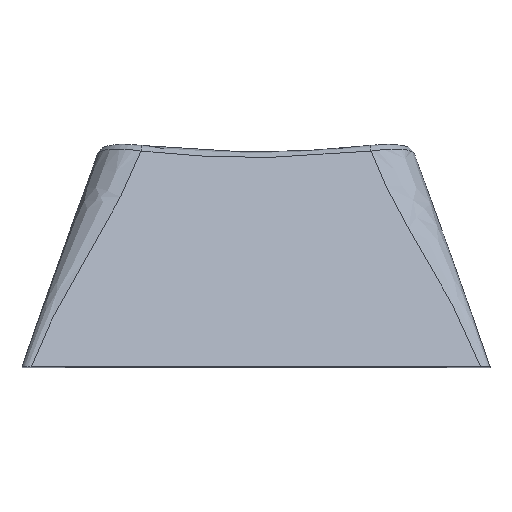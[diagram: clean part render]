
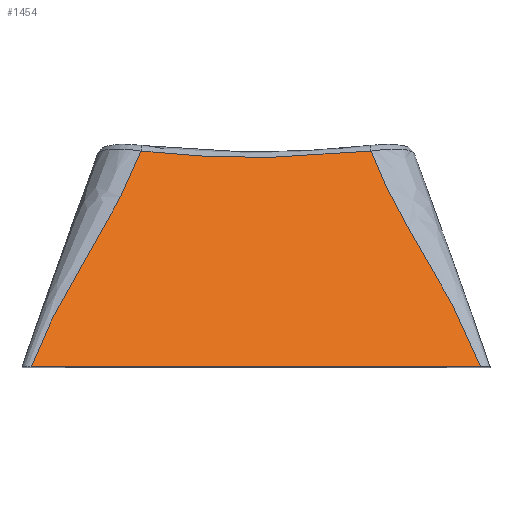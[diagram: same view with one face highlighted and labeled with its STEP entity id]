
A CAD part, top view. The second image highlights one B-rep face of the part: STEP entity #1454.
In plain terms, the highlighted planar face has unit normal (0, 0.438, 0.899).
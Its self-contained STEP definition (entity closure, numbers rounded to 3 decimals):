
#1277=VERTEX_POINT('',#1278);
#1278=CARTESIAN_POINT('',(17.637,0.0,0.0));
#1290=EDGE_CURVE('',#1277,#1291,#1293,.F.);
#1291=VERTEX_POINT('',#1292);
#1292=CARTESIAN_POINT('',(0.363,0.0,0.0));
#1293=LINE('',#1294,#1295);
#1294=CARTESIAN_POINT('',(0.0,0.0,0.0));
#1295=VECTOR('',#1296,1.0);
#1296=DIRECTION('',(1.0,0.0,0.0));
#1454=ADVANCED_FACE('',(#1455),#1517,.T.);
#1455=FACE_BOUND('',#1456,.T.);
#1456=EDGE_LOOP('',(#1457,#1483,#1492,#1516));
#1457=ORIENTED_EDGE('',*,*,#1458,.T.);
#1458=EDGE_CURVE('',#1277,#1459,#1461,.T.);
#1459=VERTEX_POINT('',#1460);
#1460=CARTESIAN_POINT('',(13.429,8.306,-4.043));
#1461=B_SPLINE_CURVE_WITH_KNOTS('',2,(#1462,#1463,#1464,#1465,#1466,#1467,#1468,#1469,#1470,#1471,#1472,#1473,#1474,#1475,#1476,#1477,#1478,#1479,#1480,#1481,#1482),.UNSPECIFIED.,.F.,.U.,(3,2,2,2,2,2,2,2,2,2,3),(0.0,0.125,0.25,0.375,0.5,0.625,0.75,0.875,0.938,0.969,1.0),.UNSPECIFIED.);
#1462=CARTESIAN_POINT('',(17.637,0.,0.));
#1463=CARTESIAN_POINT('',(17.452,0.527,-0.256));
#1464=CARTESIAN_POINT('',(17.194,1.098,-0.535));
#1465=CARTESIAN_POINT('',(16.966,1.606,-0.782));
#1466=CARTESIAN_POINT('',(16.668,2.174,-1.058));
#1467=CARTESIAN_POINT('',(16.42,2.648,-1.289));
#1468=CARTESIAN_POINT('',(16.086,3.234,-1.574));
#1469=CARTESIAN_POINT('',(15.885,3.586,-1.745));
#1470=CARTESIAN_POINT('',(15.475,4.286,-2.086));
#1471=CARTESIAN_POINT('',(15.063,4.989,-2.428));
#1472=CARTESIAN_POINT('',(14.864,5.338,-2.598));
#1473=CARTESIAN_POINT('',(14.53,5.924,-2.883));
#1474=CARTESIAN_POINT('',(14.283,6.398,-3.114));
#1475=CARTESIAN_POINT('',(13.986,6.969,-3.392));
#1476=CARTESIAN_POINT('',(13.763,7.475,-3.638));
#1477=CARTESIAN_POINT('',(13.64,7.754,-3.774));
#1478=CARTESIAN_POINT('',(13.535,8.023,-3.905));
#1479=CARTESIAN_POINT('',(13.482,8.159,-3.971));
#1480=CARTESIAN_POINT('',(13.431,8.299,-4.039));
#1481=CARTESIAN_POINT('',(13.425,8.315,-4.047));
#1482=CARTESIAN_POINT('',(13.332,8.577,-4.174));
#1483=ORIENTED_EDGE('',*,*,#1484,.T.);
#1484=EDGE_CURVE('',#1459,#1485,#1487,.T.);
#1485=VERTEX_POINT('',#1486);
#1486=CARTESIAN_POINT('',(4.571,8.306,-4.043));
#1487=ELLIPSE('',#1488,37.841,36.65);
#1488=AXIS2_PLACEMENT_3D('',#1489,#1490,#1491);
#1489=CARTESIAN_POINT('',(9.0,42.082,-20.481));
#1490=DIRECTION('',(0.0,-0.438,-0.899));
#1491=DIRECTION('',(0.0,-0.899,0.438));
#1492=ORIENTED_EDGE('',*,*,#1493,.T.);
#1493=EDGE_CURVE('',#1485,#1291,#1494,.T.);
#1494=B_SPLINE_CURVE_WITH_KNOTS('',2,(#1495,#1496,#1497,#1498,#1499,#1500,#1501,#1502,#1503,#1504,#1505,#1506,#1507,#1508,#1509,#1510,#1511,#1512,#1513,#1514,#1515),.UNSPECIFIED.,.F.,.U.,(3,2,2,2,2,2,2,2,2,2,3),(0.0,0.031,0.063,0.125,0.25,0.375,0.5,0.625,0.75,0.875,1.0),.UNSPECIFIED.);
#1495=CARTESIAN_POINT('',(4.668,8.577,-4.174));
#1496=CARTESIAN_POINT('',(4.575,8.316,-4.047));
#1497=CARTESIAN_POINT('',(4.569,8.299,-4.039));
#1498=CARTESIAN_POINT('',(4.518,8.16,-3.971));
#1499=CARTESIAN_POINT('',(4.465,8.023,-3.905));
#1500=CARTESIAN_POINT('',(4.361,7.755,-3.774));
#1501=CARTESIAN_POINT('',(4.237,7.475,-3.638));
#1502=CARTESIAN_POINT('',(4.014,6.97,-3.392));
#1503=CARTESIAN_POINT('',(3.717,6.398,-3.114));
#1504=CARTESIAN_POINT('',(3.47,5.925,-2.883));
#1505=CARTESIAN_POINT('',(3.136,5.338,-2.598));
#1506=CARTESIAN_POINT('',(2.937,4.989,-2.428));
#1507=CARTESIAN_POINT('',(2.525,4.286,-2.086));
#1508=CARTESIAN_POINT('',(2.116,3.587,-1.746));
#1509=CARTESIAN_POINT('',(1.914,3.234,-1.574));
#1510=CARTESIAN_POINT('',(1.581,2.648,-1.289));
#1511=CARTESIAN_POINT('',(1.332,2.174,-1.058));
#1512=CARTESIAN_POINT('',(1.035,1.607,-0.782));
#1513=CARTESIAN_POINT('',(0.806,1.098,-0.535));
#1514=CARTESIAN_POINT('',(0.549,0.527,-0.257));
#1515=CARTESIAN_POINT('',(0.363,0.,0.));
#1516=ORIENTED_EDGE('',*,*,#1290,.F.);
#1517=PLANE('',#1518);
#1518=AXIS2_PLACEMENT_3D('',#1519,#1520,#1521);
#1519=CARTESIAN_POINT('',(0.0,0.0,0.0));
#1520=DIRECTION('',(0.0,0.438,0.899));
#1521=DIRECTION('',(0.0,-0.899,0.438));
